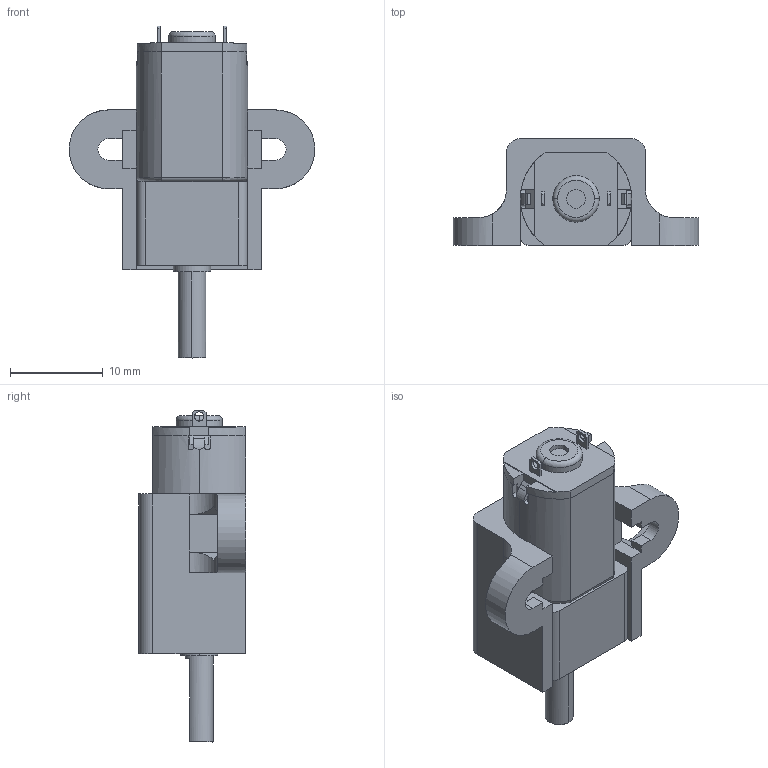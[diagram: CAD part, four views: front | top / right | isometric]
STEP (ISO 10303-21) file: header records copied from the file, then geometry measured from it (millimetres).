
FILE_DESCRIPTION (( 'STEP AP214' ), '1' );
FILE_NAME ('mmgm-pm-with-1089-ext-bracket-fix.STEP', '2024-05-02T19:47:01', ( '' ), ( '' ), 'SwSTEP 2.0', 'SolidWorks 2023', '' );
FILE_SCHEMA (( 'AUTOMOTIVE_DESIGN' ));
Length unit declared in the file: millimetre
Products named in the file (1): mmgm-pm-with-1089-ext-bracket-fix
Bounding box: 26.5 x 11.55 x 35.8 mm (x, y, z)
Volume: 3817.1 mm3; surface area: 2094.5 mm2
Topology: 1 solids, 1 shells, 297 faces, 776 edges, 501 vertices
Faces by surface type: plane 194, cylinder 50, bspline 43, cone 6, torus 4
Entity records: 12895 total; most frequent: CARTESIAN_POINT 2696, ORIENTED_EDGE 1552, DIRECTION 1211, EDGE_CURVE 776, VERTEX_POINT 501, LINE 495, VECTOR 495, AXIS2_PLACEMENT_3D 358
